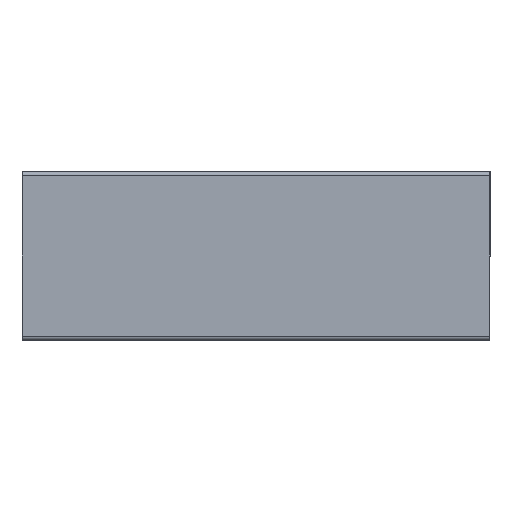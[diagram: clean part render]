
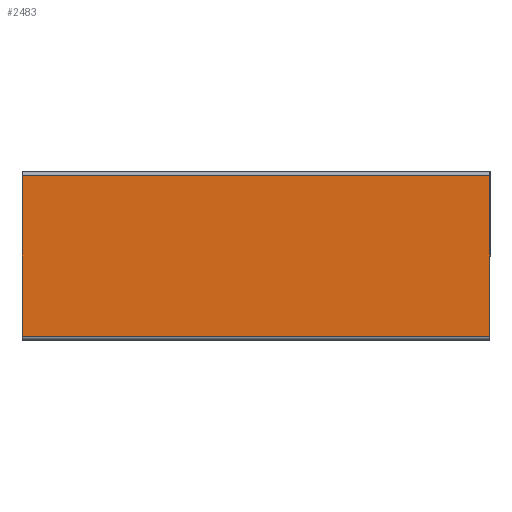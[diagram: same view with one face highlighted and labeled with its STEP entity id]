
A CAD part, left-side view. The second image highlights one B-rep face of the part: STEP entity #2483.
In plain terms, the highlighted planar face has unit normal (-1, 0, 0).
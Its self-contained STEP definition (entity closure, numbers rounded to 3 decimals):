
#170 = VECTOR ( 'NONE', #2059, 1000. ) ;
#230 = VERTEX_POINT ( 'NONE', #1224 ) ;
#238 = LINE ( 'NONE', #802, #2172 ) ;
#406 = DIRECTION ( 'NONE',  ( 0., 0., -1. ) ) ;
#613 = DIRECTION ( 'NONE',  ( 0., 0., -1. ) ) ;
#627 = EDGE_CURVE ( 'NONE', #1271, #230, #1610, .T. ) ;
#802 = CARTESIAN_POINT ( 'NONE',  ( -0.3, 0.01, 1.25 ) ) ;
#828 = LINE ( 'NONE', #2623, #936 ) ;
#837 = EDGE_CURVE ( 'NONE', #2237, #2046, #828, .T. ) ;
#848 = PLANE ( 'NONE',  #2665 ) ;
#936 = VECTOR ( 'NONE', #406, 1000. ) ;
#974 = ORIENTED_EDGE ( 'NONE', *, *, #627, .T. ) ;
#1013 = DIRECTION ( 'NONE',  ( 0., 0., -1. ) ) ;
#1135 = CARTESIAN_POINT ( 'NONE',  ( -0.3, 0.01, 0. ) ) ;
#1224 = CARTESIAN_POINT ( 'NONE',  ( -0.3, 0.44, 0. ) ) ;
#1271 = VERTEX_POINT ( 'NONE', #2884 ) ;
#1316 = EDGE_LOOP ( 'NONE', ( #2786, #2841, #2054, #974 ) ) ;
#1360 = LINE ( 'NONE', #2099, #170 ) ;
#1517 = FACE_OUTER_BOUND ( 'NONE', #1316, .T. ) ;
#1610 = LINE ( 'NONE', #1791, #2491 ) ;
#1791 = CARTESIAN_POINT ( 'NONE',  ( -0.3, 0.44, 1.25 ) ) ;
#1923 = EDGE_CURVE ( 'NONE', #230, #2046, #1360, .T. ) ;
#1977 = CARTESIAN_POINT ( 'NONE',  ( -0.3, 0.01, 1.25 ) ) ;
#2046 = VERTEX_POINT ( 'NONE', #1135 ) ;
#2054 = ORIENTED_EDGE ( 'NONE', *, *, #3040, .F. ) ;
#2059 = DIRECTION ( 'NONE',  ( 0., -1., 0. ) ) ;
#2099 = CARTESIAN_POINT ( 'NONE',  ( -0.3, 0.01, 0. ) ) ;
#2172 = VECTOR ( 'NONE', #3045, 1000. ) ;
#2237 = VERTEX_POINT ( 'NONE', #1977 ) ;
#2483 = ADVANCED_FACE ( 'NONE', ( #1517 ), #848, .F. ) ;
#2491 = VECTOR ( 'NONE', #1013, 1000. ) ;
#2569 = CARTESIAN_POINT ( 'NONE',  ( -0.3, 0.01, 1.25 ) ) ;
#2623 = CARTESIAN_POINT ( 'NONE',  ( -0.3, 0.01, 1.25 ) ) ;
#2665 = AXIS2_PLACEMENT_3D ( 'NONE', #2569, #3087, #613 ) ;
#2786 = ORIENTED_EDGE ( 'NONE', *, *, #1923, .T. ) ;
#2841 = ORIENTED_EDGE ( 'NONE', *, *, #837, .F. ) ;
#2884 = CARTESIAN_POINT ( 'NONE',  ( -0.3, 0.44, 1.25 ) ) ;
#3040 = EDGE_CURVE ( 'NONE', #1271, #2237, #238, .T. ) ;
#3045 = DIRECTION ( 'NONE',  ( 0., -1., 0. ) ) ;
#3087 = DIRECTION ( 'NONE',  ( 1., 0., 0. ) ) ;
